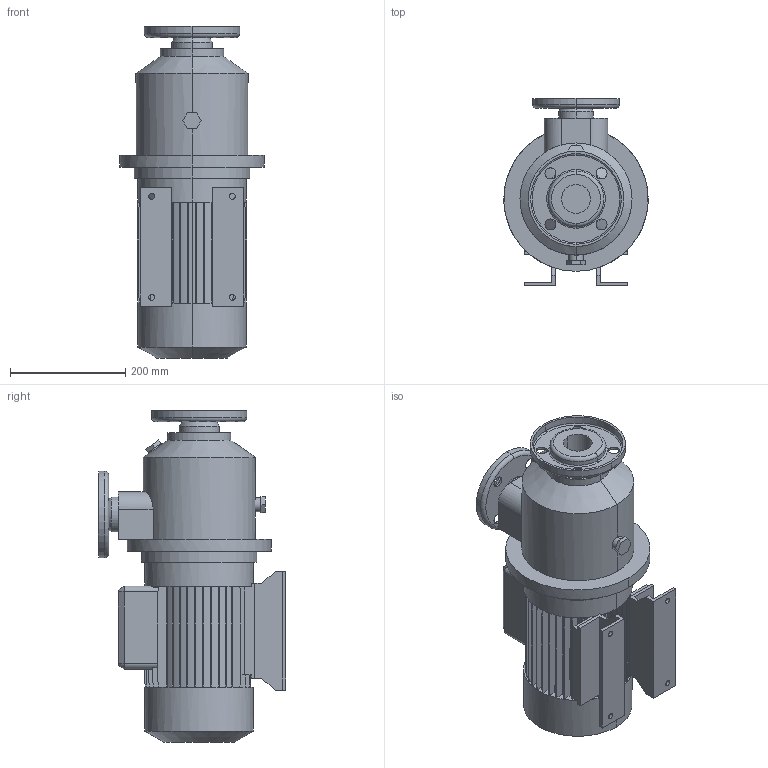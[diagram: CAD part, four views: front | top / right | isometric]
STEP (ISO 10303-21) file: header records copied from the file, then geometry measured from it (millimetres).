
FILE_DESCRIPTION (( 'STEP AP203' ), '1' );
FILE_NAME ('10017486swp00.step', '2023-04-28T07:10:33', ( '' ), ( '' ), 'SwSTEP 2.0', 'SolidWorks 2020', '' );
FILE_SCHEMA (( 'CONFIG_CONTROL_DESIGN' ));
Length unit declared in the file: millimetre
Products named in the file (1): 10017486swp00
Bounding box: 250 x 325 x 575 mm (x, y, z)
Volume: 16026915.6 mm3; surface area: 847410.8 mm2
Topology: 2 solids, 2 shells, 425 faces, 1173 edges, 768 vertices
Faces by surface type: plane 292, cylinder 105, torus 16, cone 12
Entity records: 13886 total; most frequent: CARTESIAN_POINT 2721, ORIENTED_EDGE 2346, DIRECTION 2261, EDGE_CURVE 1173, VECTOR 905, LINE 905, VERTEX_POINT 768, AXIS2_PLACEMENT_3D 678
